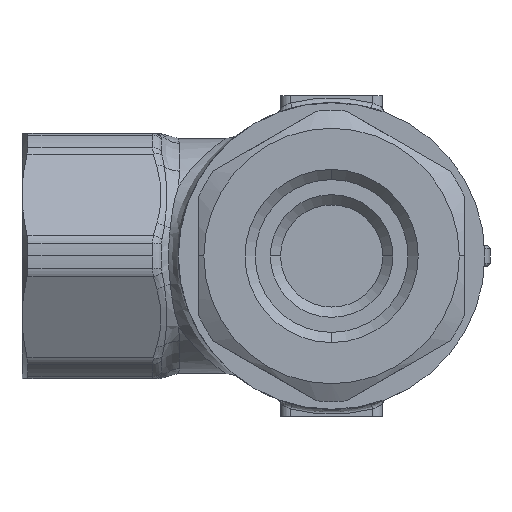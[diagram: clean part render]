
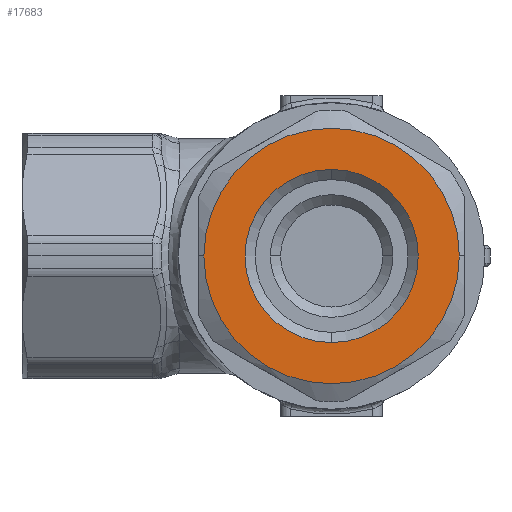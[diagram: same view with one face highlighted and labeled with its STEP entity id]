
A CAD part, front view. The second image highlights one B-rep face of the part: STEP entity #17683.
In plain terms, the highlighted planar face has unit normal (0, -1, 0).
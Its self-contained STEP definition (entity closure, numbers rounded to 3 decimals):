
#6921 = CARTESIAN_POINT ( 'NONE',  ( 0., 0., 0. ) ) ;
#6922 = DIRECTION ( 'NONE',  ( 0., 1., 0. ) ) ;
#6923 = DIRECTION ( 'NONE',  ( 0., 0., -1. ) ) ;
#7629 = EDGE_LOOP ( 'NONE', ( #26131, #26132 ) ) ;
#7651 = EDGE_LOOP ( 'NONE', ( #26195, #26130 ) ) ;
#11333 = AXIS2_PLACEMENT_3D ( 'NONE', #6921, #6922, #6923 ) ;
#11336 = CIRCLE ( 'NONE', #11333, 8.475 ) ;
#16532 = CARTESIAN_POINT ( 'NONE',  ( 0., 0., 0. ) ) ;
#16533 = DIRECTION ( 'NONE',  ( 0., -1., 0. ) ) ;
#16534 = DIRECTION ( 'NONE',  ( -1., 0., 0. ) ) ;
#16864 = CARTESIAN_POINT ( 'NONE',  ( 0., 0., 0. ) ) ;
#16865 = DIRECTION ( 'NONE',  ( 0., -1., 0. ) ) ;
#16866 = DIRECTION ( 'NONE',  ( -1., 0., 0. ) ) ;
#17683 = ADVANCED_FACE ( 'NONE', ( #28587, #28584 ), #28585, .T. ) ;
#17834 = EDGE_CURVE ( 'NONE', #29063, #29043, #22787, .T. ) ;
#17885 = EDGE_CURVE ( 'NONE', #28786, #29042, #22691, .T. ) ;
#17929 = EDGE_CURVE ( 'NONE', #29042, #28786, #22433, .T. ) ;
#19839 = CARTESIAN_POINT ( 'NONE',  ( 12.5, 0., 0. ) ) ;
#19881 = CARTESIAN_POINT ( 'NONE',  ( -12.5, 0., 0. ) ) ;
#19883 = CARTESIAN_POINT ( 'NONE',  ( 0., 0., 8.475 ) ) ;
#19918 = CARTESIAN_POINT ( 'NONE',  ( 0., 0., -8.475 ) ) ;
#20878 = EDGE_CURVE ( 'NONE', #29043, #29063, #11336, .T. ) ;
#21912 = CARTESIAN_POINT ( 'NONE',  ( 0., 0., 0. ) ) ;
#21913 = DIRECTION ( 'NONE',  ( 0., 1., 0. ) ) ;
#21915 = DIRECTION ( 'NONE',  ( 0., 0., -1. ) ) ;
#22433 = CIRCLE ( 'NONE', #22436, 12.5 ) ;
#22436 = AXIS2_PLACEMENT_3D ( 'NONE', #16864, #16865, #16866 ) ;
#22689 = AXIS2_PLACEMENT_3D ( 'NONE', #16532, #16533, #16534 ) ;
#22691 = CIRCLE ( 'NONE', #22689, 12.5 ) ;
#22782 = AXIS2_PLACEMENT_3D ( 'NONE', #21912, #21913, #21915 ) ;
#22787 = CIRCLE ( 'NONE', #22782, 8.475 ) ;
#26130 = ORIENTED_EDGE ( 'NONE', *, *, #20878, .T. ) ;
#26131 = ORIENTED_EDGE ( 'NONE', *, *, #17929, .T. ) ;
#26132 = ORIENTED_EDGE ( 'NONE', *, *, #17885, .T. ) ;
#26195 = ORIENTED_EDGE ( 'NONE', *, *, #17834, .T. ) ;
#27338 = AXIS2_PLACEMENT_3D ( 'NONE', #28601, #28602, #28603 ) ;
#28584 = FACE_OUTER_BOUND ( 'NONE', #7629, .T. ) ;
#28585 = PLANE ( 'NONE',  #27338 ) ;
#28587 = FACE_BOUND ( 'NONE', #7651, .T. ) ;
#28601 = CARTESIAN_POINT ( 'NONE',  ( 13., 0., -7.506 ) ) ;
#28602 = DIRECTION ( 'NONE',  ( 0., -1., 0. ) ) ;
#28603 = DIRECTION ( 'NONE',  ( 0., 0., -1. ) ) ;
#28786 = VERTEX_POINT ( 'NONE', #19839 ) ;
#29042 = VERTEX_POINT ( 'NONE', #19881 ) ;
#29043 = VERTEX_POINT ( 'NONE', #19883 ) ;
#29063 = VERTEX_POINT ( 'NONE', #19918 ) ;
